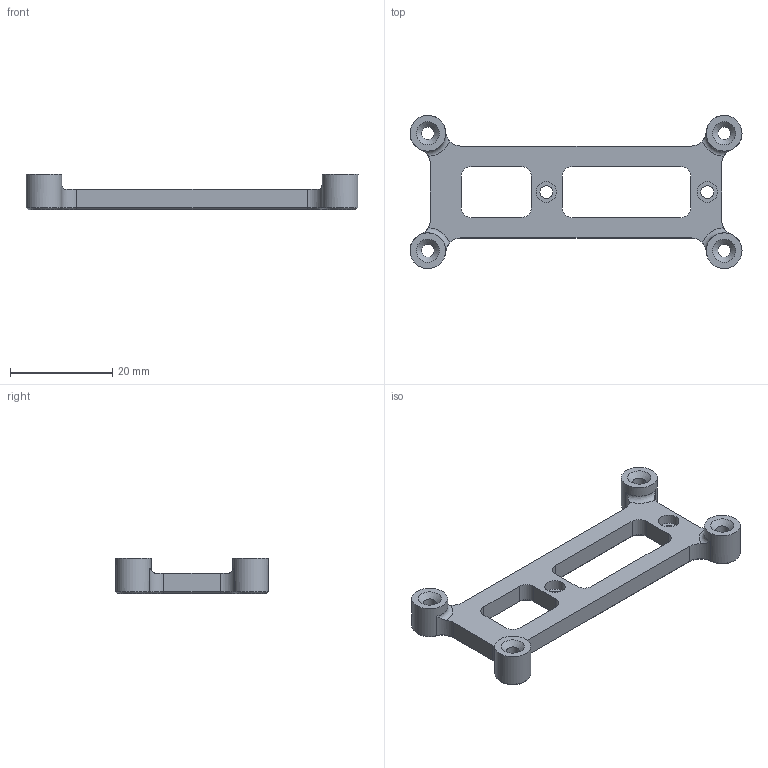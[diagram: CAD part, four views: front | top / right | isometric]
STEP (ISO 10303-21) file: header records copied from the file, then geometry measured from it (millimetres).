
FILE_DESCRIPTION(/* description */ (''),/* implementation_level */ '2;1');
FILE_NAME(/* name */ 'PiZeroDIN2 v4.step',/* time_stamp */ '2022-05-14T21:23:24-04:00',/* author */ (''),/* organization */ (''),/* preprocessor_version */ 'ST-DEVELOPER v18.1',/* originating_system */ 'Autodesk Translation Framework v10.14.0.1471',/* authorisation */ '');
FILE_SCHEMA (('AUTOMOTIVE_DESIGN { 1 0 10303 214 3 1 1 }'));
Length unit declared in the file: millimetre
Products named in the file (1): PiZeroDIN2
Bounding box: 65 x 30 x 7 mm (x, y, z)
Volume: 3441.1 mm3; surface area: 3283.5 mm2
Topology: 1 solids, 1 shells, 88 faces, 216 edges, 132 vertices
Faces by surface type: plane 32, cylinder 28, cone 24, torus 4
Full cylindrical faces by diameter (mm): 2.5 x6, 4 x2, 7 x4
Entity records: 2694 total; most frequent: CARTESIAN_POINT 509, DIRECTION 478, ORIENTED_EDGE 432, EDGE_CURVE 216, AXIS2_PLACEMENT_3D 181, VERTEX_POINT 132, LINE 116, VECTOR 116
